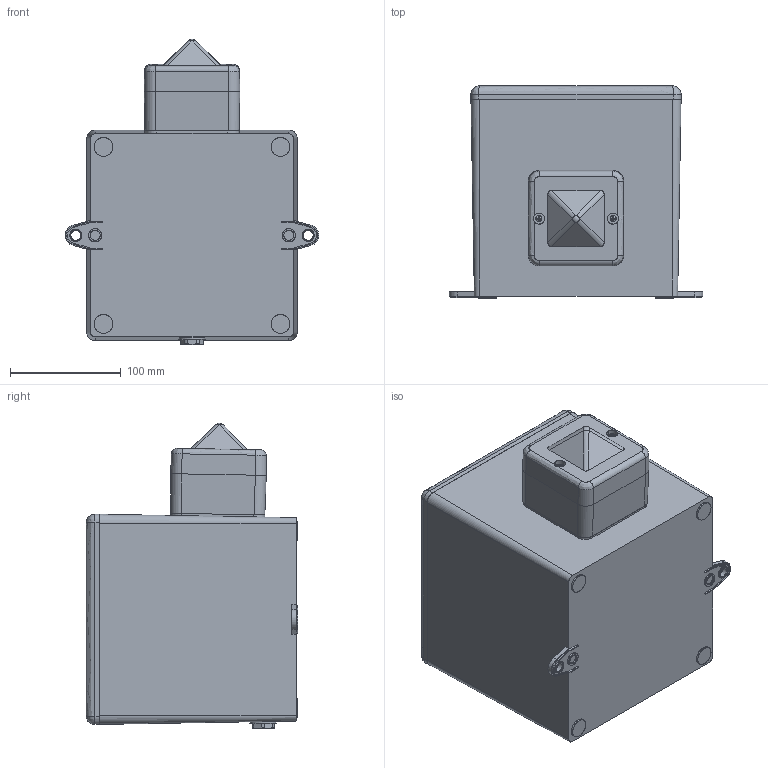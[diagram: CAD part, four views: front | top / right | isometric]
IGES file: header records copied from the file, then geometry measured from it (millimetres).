
Start section: SolidWorks IGES file using analytic representation for surfaces
Global section: file name: D3592-05-3D_Issue_A.IGS; native system: SolidWorks 2020; preprocessor: SolidWorks 2020; author: RandipRait; date: 200206.100307; units: millimetre
Bounding box: 229 x 191.5 x 276.13 mm (x, y, z)
Surface area: 586420 mm2 (no closed solid volume)
Topology: 0 solids, 0 shells, 652 faces, 8064 edges, 8012 vertices
Faces by surface type: bspline 335, revolution 317
